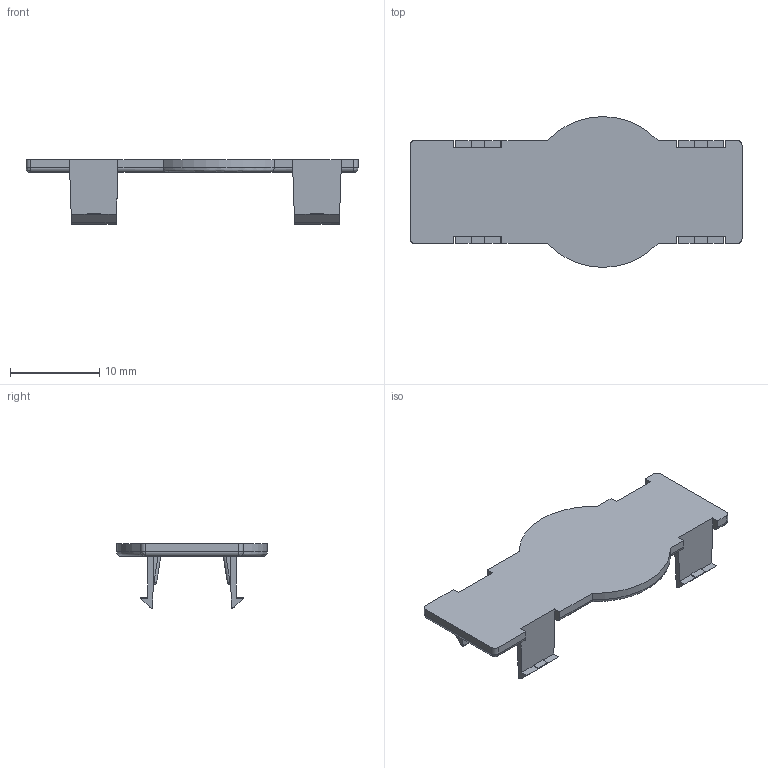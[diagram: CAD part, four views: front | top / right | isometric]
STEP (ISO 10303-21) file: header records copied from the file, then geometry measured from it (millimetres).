
FILE_DESCRIPTION (( 'STEP AP214' ), '1' );
FILE_NAME ('6121024', '2019-01-28T15:40:15', ( '' ), ('JUGARD+KÜNSTNER GmbH'), 'SwSTEP 2.0', 'SolidWorks 2017', '' );
FILE_SCHEMA (( 'AUTOMOTIVE_DESIGN' ));
Length unit declared in the file: millimetre
Products named in the file (1): 6121024
Bounding box: 37.2 x 16.9 x 7.2 mm (x, y, z)
Volume: 702.6 mm3; surface area: 1359.3 mm2
Topology: 1 solids, 1 shells, 143 faces, 376 edges, 224 vertices
Faces by surface type: plane 89, cylinder 40, bspline 14
Entity records: 4442 total; most frequent: CARTESIAN_POINT 1080, ORIENTED_EDGE 728, DIRECTION 646, EDGE_CURVE 364, VECTOR 282, LINE 282, VERTEX_POINT 224, AXIS2_PLACEMENT_3D 182
